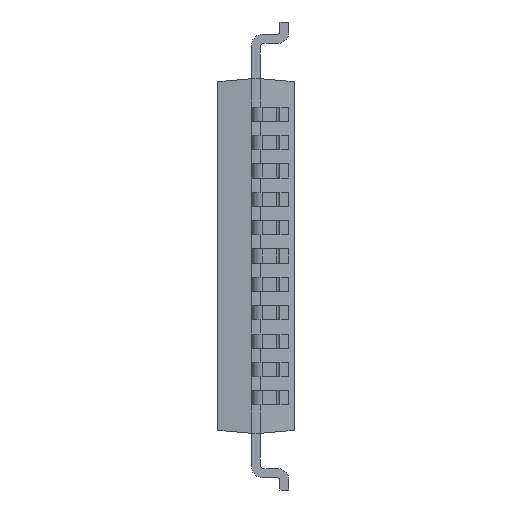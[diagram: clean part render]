
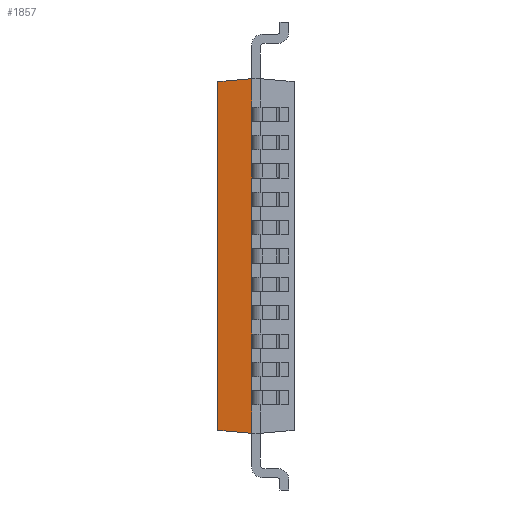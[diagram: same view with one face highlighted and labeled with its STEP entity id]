
A CAD part, front view. The second image highlights one B-rep face of the part: STEP entity #1857.
In plain terms, the highlighted planar face has unit normal (-0.087, -0.996, 0).
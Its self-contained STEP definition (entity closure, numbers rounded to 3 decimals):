
#1857=ADVANCED_FACE('',(#9316),#9318,.T.);
#9316=FACE_BOUND('',#9317,.T.);
#9317=EDGE_LOOP('',(#15418,#15419,#15420,#15421,#15422,#15423,#15424,#15425,#15426,
#15427,#15428,#15429,#15430,#15431,#15432,#15433,#15434,#15435,#15436,#15437,#15438,
#15439,#15440,#15441,#15442,#15443));
#9318=PLANE('',#9319);
#9319=AXIS2_PLACEMENT_3D('',#9320,#9321,#9322);
#9320=CARTESIAN_POINT('',(-1.075,-4.917,-5.));
#9321=DIRECTION('',(-0.087,-0.996,0.));
#9322=DIRECTION('',(0.996,-0.087,0.));
#15418=ORIENTED_EDGE('',*,*,#19428,.T.);
#15419=ORIENTED_EDGE('',*,*,#19414,.F.);
#15420=ORIENTED_EDGE('',*,*,#20149,.F.);
#15421=ORIENTED_EDGE('',*,*,#19408,.F.);
#15422=ORIENTED_EDGE('',*,*,#20150,.F.);
#15423=ORIENTED_EDGE('',*,*,#19402,.F.);
#15424=ORIENTED_EDGE('',*,*,#20151,.F.);
#15425=ORIENTED_EDGE('',*,*,#19396,.F.);
#15426=ORIENTED_EDGE('',*,*,#20152,.F.);
#15427=ORIENTED_EDGE('',*,*,#19390,.F.);
#15428=ORIENTED_EDGE('',*,*,#20153,.F.);
#15429=ORIENTED_EDGE('',*,*,#19384,.F.);
#15430=ORIENTED_EDGE('',*,*,#20154,.F.);
#15431=ORIENTED_EDGE('',*,*,#19378,.F.);
#15432=ORIENTED_EDGE('',*,*,#20155,.F.);
#15433=ORIENTED_EDGE('',*,*,#19372,.F.);
#15434=ORIENTED_EDGE('',*,*,#20156,.F.);
#15435=ORIENTED_EDGE('',*,*,#19366,.F.);
#15436=ORIENTED_EDGE('',*,*,#20157,.F.);
#15437=ORIENTED_EDGE('',*,*,#19360,.F.);
#15438=ORIENTED_EDGE('',*,*,#20158,.F.);
#15439=ORIENTED_EDGE('',*,*,#19354,.F.);
#15440=ORIENTED_EDGE('',*,*,#20159,.F.);
#15441=ORIENTED_EDGE('',*,*,#19349,.F.);
#15442=ORIENTED_EDGE('',*,*,#19906,.T.);
#15443=ORIENTED_EDGE('',*,*,#20160,.F.);
#19349=EDGE_CURVE('',#21946,#21950,#21951,.T.);
#19354=EDGE_CURVE('',#21958,#21959,#21960,.T.);
#19360=EDGE_CURVE('',#21968,#21969,#21970,.T.);
#19366=EDGE_CURVE('',#21978,#21979,#21980,.T.);
#19372=EDGE_CURVE('',#21988,#21989,#21990,.T.);
#19378=EDGE_CURVE('',#21998,#21999,#22000,.T.);
#19384=EDGE_CURVE('',#22008,#22009,#22010,.T.);
#19390=EDGE_CURVE('',#22018,#22019,#22020,.T.);
#19396=EDGE_CURVE('',#22028,#22029,#22030,.T.);
#19402=EDGE_CURVE('',#22038,#22039,#22040,.T.);
#19408=EDGE_CURVE('',#22048,#22049,#22050,.T.);
#19414=EDGE_CURVE('',#22058,#21609,#22059,.T.);
#19428=EDGE_CURVE('',#22074,#21609,#22075,.F.);
#19906=EDGE_CURVE('',#21946,#22949,#22951,.F.);
#20149=EDGE_CURVE('',#22049,#22058,#23392,.T.);
#20150=EDGE_CURVE('',#22039,#22048,#23393,.T.);
#20151=EDGE_CURVE('',#22029,#22038,#23394,.T.);
#20152=EDGE_CURVE('',#22019,#22028,#23395,.T.);
#20153=EDGE_CURVE('',#22009,#22018,#23396,.T.);
#20154=EDGE_CURVE('',#21999,#22008,#23397,.T.);
#20155=EDGE_CURVE('',#21989,#21998,#23398,.T.);
#20156=EDGE_CURVE('',#21979,#21988,#23399,.T.);
#20157=EDGE_CURVE('',#21969,#21978,#23400,.T.);
#20158=EDGE_CURVE('',#21959,#21968,#23401,.T.);
#20159=EDGE_CURVE('',#21950,#21958,#23402,.T.);
#20160=EDGE_CURVE('',#22074,#22949,#23403,.F.);
#21609=VERTEX_POINT('',#25700);
#21946=VERTEX_POINT('',#26441);
#21950=VERTEX_POINT('',#26451);
#21951=LINE('',#26452,#26453);
#21958=VERTEX_POINT('',#26469);
#21959=VERTEX_POINT('',#26470);
#21960=LINE('',#26471,#26472);
#21968=VERTEX_POINT('',#26491);
#21969=VERTEX_POINT('',#26492);
#21970=LINE('',#26493,#26494);
#21978=VERTEX_POINT('',#26513);
#21979=VERTEX_POINT('',#26514);
#21980=LINE('',#26515,#26516);
#21988=VERTEX_POINT('',#26535);
#21989=VERTEX_POINT('',#26536);
#21990=LINE('',#26537,#26538);
#21998=VERTEX_POINT('',#26557);
#21999=VERTEX_POINT('',#26558);
#22000=LINE('',#26559,#26560);
#22008=VERTEX_POINT('',#26579);
#22009=VERTEX_POINT('',#26580);
#22010=LINE('',#26581,#26582);
#22018=VERTEX_POINT('',#26601);
#22019=VERTEX_POINT('',#26602);
#22020=LINE('',#26603,#26604);
#22028=VERTEX_POINT('',#26623);
#22029=VERTEX_POINT('',#26624);
#22030=LINE('',#26625,#26626);
#22038=VERTEX_POINT('',#26645);
#22039=VERTEX_POINT('',#26646);
#22040=LINE('',#26647,#26648);
#22048=VERTEX_POINT('',#26667);
#22049=VERTEX_POINT('',#26668);
#22050=LINE('',#26669,#26670);
#22058=VERTEX_POINT('',#26689);
#22059=LINE('',#26690,#26691);
#22074=VERTEX_POINT('',#26733);
#22075=LINE('',#26734,#26735);
#22949=VERTEX_POINT('',#28738);
#22951=LINE('',#28742,#28743);
#23392=LINE('',#29757,#29758);
#23393=LINE('',#29760,#29761);
#23394=LINE('',#29763,#29764);
#23395=LINE('',#29766,#29767);
#23396=LINE('',#29769,#29770);
#23397=LINE('',#29772,#29773);
#23398=LINE('',#29775,#29776);
#23399=LINE('',#29778,#29779);
#23400=LINE('',#29781,#29782);
#23401=LINE('',#29784,#29785);
#23402=LINE('',#29787,#29788);
#23403=LINE('',#29790,#29791);
#25700=CARTESIAN_POINT('',(-0.125,-5.,-5.));
#26441=CARTESIAN_POINT('',(-0.125,-5.,5.));
#26451=CARTESIAN_POINT('',(-0.125,-5.,4.2));
#26452=CARTESIAN_POINT('',(-0.125,-5.,5.));
#26453=VECTOR('',#26454,1.);
#26454=DIRECTION('',(0.,0.,-1.));
#26469=CARTESIAN_POINT('',(-0.125,-5.,3.8));
#26470=CARTESIAN_POINT('',(-0.125,-5.,3.4));
#26471=CARTESIAN_POINT('',(-0.125,-5.,3.8));
#26472=VECTOR('',#26473,1.);
#26473=DIRECTION('',(0.,0.,-1.));
#26491=CARTESIAN_POINT('',(-0.125,-5.,3.));
#26492=CARTESIAN_POINT('',(-0.125,-5.,2.6));
#26493=CARTESIAN_POINT('',(-0.125,-5.,3.));
#26494=VECTOR('',#26495,1.);
#26495=DIRECTION('',(0.,0.,-1.));
#26513=CARTESIAN_POINT('',(-0.125,-5.,2.2));
#26514=CARTESIAN_POINT('',(-0.125,-5.,1.8));
#26515=CARTESIAN_POINT('',(-0.125,-5.,2.2));
#26516=VECTOR('',#26517,1.);
#26517=DIRECTION('',(0.,0.,-1.));
#26535=CARTESIAN_POINT('',(-0.125,-5.,1.4));
#26536=CARTESIAN_POINT('',(-0.125,-5.,1.));
#26537=CARTESIAN_POINT('',(-0.125,-5.,1.4));
#26538=VECTOR('',#26539,1.);
#26539=DIRECTION('',(0.,0.,-1.));
#26557=CARTESIAN_POINT('',(-0.125,-5.,0.6));
#26558=CARTESIAN_POINT('',(-0.125,-5.,0.2));
#26559=CARTESIAN_POINT('',(-0.125,-5.,0.6));
#26560=VECTOR('',#26561,1.);
#26561=DIRECTION('',(0.,0.,-1.));
#26579=CARTESIAN_POINT('',(-0.125,-5.,-0.2));
#26580=CARTESIAN_POINT('',(-0.125,-5.,-0.6));
#26581=CARTESIAN_POINT('',(-0.125,-5.,-0.2));
#26582=VECTOR('',#26583,1.);
#26583=DIRECTION('',(0.,0.,-1.));
#26601=CARTESIAN_POINT('',(-0.125,-5.,-1.));
#26602=CARTESIAN_POINT('',(-0.125,-5.,-1.4));
#26603=CARTESIAN_POINT('',(-0.125,-5.,-1.));
#26604=VECTOR('',#26605,1.);
#26605=DIRECTION('',(0.,0.,-1.));
#26623=CARTESIAN_POINT('',(-0.125,-5.,-1.8));
#26624=CARTESIAN_POINT('',(-0.125,-5.,-2.2));
#26625=CARTESIAN_POINT('',(-0.125,-5.,-1.8));
#26626=VECTOR('',#26627,1.);
#26627=DIRECTION('',(0.,0.,-1.));
#26645=CARTESIAN_POINT('',(-0.125,-5.,-2.6));
#26646=CARTESIAN_POINT('',(-0.125,-5.,-3.));
#26647=CARTESIAN_POINT('',(-0.125,-5.,-2.6));
#26648=VECTOR('',#26649,1.);
#26649=DIRECTION('',(0.,0.,-1.));
#26667=CARTESIAN_POINT('',(-0.125,-5.,-3.4));
#26668=CARTESIAN_POINT('',(-0.125,-5.,-3.8));
#26669=CARTESIAN_POINT('',(-0.125,-5.,-3.4));
#26670=VECTOR('',#26671,1.);
#26671=DIRECTION('',(0.,0.,-1.));
#26689=CARTESIAN_POINT('',(-0.125,-5.,-4.2));
#26690=CARTESIAN_POINT('',(-0.125,-5.,-4.2));
#26691=VECTOR('',#26692,1.);
#26692=DIRECTION('',(0.,0.,-1.));
#26733=CARTESIAN_POINT('',(-1.075,-4.917,-4.917));
#26734=CARTESIAN_POINT('',(-0.125,-5.,-5.));
#26735=VECTOR('',#26736,1.);
#26736=DIRECTION('',(-0.992,0.087,0.087));
#28738=CARTESIAN_POINT('',(-1.075,-4.917,4.917));
#28742=CARTESIAN_POINT('',(-1.075,-4.917,4.917));
#28743=VECTOR('',#28744,1.);
#28744=DIRECTION('',(0.992,-0.087,0.087));
#29757=CARTESIAN_POINT('',(-0.125,-5.,-3.8));
#29758=VECTOR('',#29759,1.);
#29759=DIRECTION('',(0.,0.,-1.));
#29760=CARTESIAN_POINT('',(-0.125,-5.,-3.));
#29761=VECTOR('',#29762,1.);
#29762=DIRECTION('',(0.,0.,-1.));
#29763=CARTESIAN_POINT('',(-0.125,-5.,-2.2));
#29764=VECTOR('',#29765,1.);
#29765=DIRECTION('',(0.,0.,-1.));
#29766=CARTESIAN_POINT('',(-0.125,-5.,-1.4));
#29767=VECTOR('',#29768,1.);
#29768=DIRECTION('',(0.,0.,-1.));
#29769=CARTESIAN_POINT('',(-0.125,-5.,-0.6));
#29770=VECTOR('',#29771,1.);
#29771=DIRECTION('',(0.,0.,-1.));
#29772=CARTESIAN_POINT('',(-0.125,-5.,0.2));
#29773=VECTOR('',#29774,1.);
#29774=DIRECTION('',(0.,0.,-1.));
#29775=CARTESIAN_POINT('',(-0.125,-5.,1.));
#29776=VECTOR('',#29777,1.);
#29777=DIRECTION('',(0.,0.,-1.));
#29778=CARTESIAN_POINT('',(-0.125,-5.,1.8));
#29779=VECTOR('',#29780,1.);
#29780=DIRECTION('',(0.,0.,-1.));
#29781=CARTESIAN_POINT('',(-0.125,-5.,2.6));
#29782=VECTOR('',#29783,1.);
#29783=DIRECTION('',(0.,0.,-1.));
#29784=CARTESIAN_POINT('',(-0.125,-5.,3.4));
#29785=VECTOR('',#29786,1.);
#29786=DIRECTION('',(0.,0.,-1.));
#29787=CARTESIAN_POINT('',(-0.125,-5.,4.2));
#29788=VECTOR('',#29789,1.);
#29789=DIRECTION('',(0.,0.,-1.));
#29790=CARTESIAN_POINT('',(-1.075,-4.917,4.917));
#29791=VECTOR('',#29792,1.);
#29792=DIRECTION('',(0.,0.,-1.));
